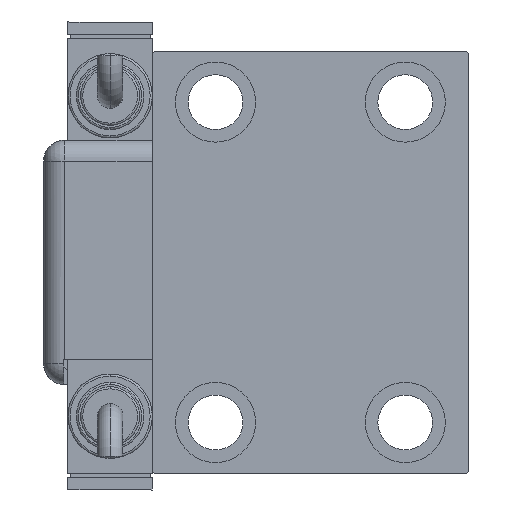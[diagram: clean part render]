
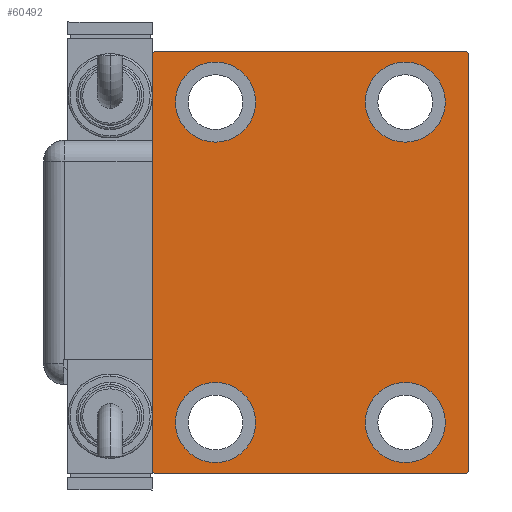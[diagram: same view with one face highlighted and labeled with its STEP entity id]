
A CAD part, left-side view. The second image highlights one B-rep face of the part: STEP entity #60492.
In plain terms, the highlighted face is planar.
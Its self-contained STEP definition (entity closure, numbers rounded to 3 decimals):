
#7 = AXIS2_PLACEMENT_3D ( 'NONE', #36917, #12914, #2683 ) ;
#176 = CARTESIAN_POINT ( 'NONE',  ( 123., 22.5, -28.5 ) ) ;
#260 = LINE ( 'NONE', #3884, #60955 ) ;
#337 = ORIENTED_EDGE ( 'NONE', *, *, #16103, .T. ) ;
#1021 = LINE ( 'NONE', #25346, #42867 ) ;
#1351 = CARTESIAN_POINT ( 'NONE',  ( 123., 22.5, 38. ) ) ;
#1417 = CARTESIAN_POINT ( 'NONE',  ( 123., -37.5, 50. ) ) ;
#1876 = AXIS2_PLACEMENT_3D ( 'NONE', #36854, #17664, #18304 ) ;
#1988 = CARTESIAN_POINT ( 'NONE',  ( 123., 22.5, -38. ) ) ;
#2622 = ORIENTED_EDGE ( 'NONE', *, *, #55564, .T. ) ;
#2683 = DIRECTION ( 'NONE',  ( 0., 0., 1. ) ) ;
#3038 = ORIENTED_EDGE ( 'NONE', *, *, #61814, .T. ) ;
#3104 = CARTESIAN_POINT ( 'NONE',  ( 123., -37.5, -49.5 ) ) ;
#3256 = DIRECTION ( 'NONE',  ( 0., 0., 1. ) ) ;
#3884 = CARTESIAN_POINT ( 'NONE',  ( 123., -43.5, 43.5 ) ) ;
#3944 = AXIS2_PLACEMENT_3D ( 'NONE', #1351, #35584, #40417 ) ;
#4434 = FACE_BOUND ( 'NONE', #16261, .T. ) ;
#4462 = ORIENTED_EDGE ( 'NONE', *, *, #11686, .T. ) ;
#5407 = EDGE_CURVE ( 'NONE', #61996, #22034, #45533, .T. ) ;
#6101 = VERTEX_POINT ( 'NONE', #56549 ) ;
#6801 = DIRECTION ( 'NONE',  ( 0., 0., 1. ) ) ;
#7222 = DIRECTION ( 'NONE',  ( -1., 0., 0. ) ) ;
#8130 = VERTEX_POINT ( 'NONE', #21290 ) ;
#8261 = ORIENTED_EDGE ( 'NONE', *, *, #9082, .T. ) ;
#8426 = DIRECTION ( 'NONE',  ( 0., 0., 1. ) ) ;
#8783 = EDGE_CURVE ( 'NONE', #38483, #30609, #260, .T. ) ;
#8868 = LINE ( 'NONE', #28392, #63093 ) ;
#9082 = EDGE_CURVE ( 'NONE', #58804, #10546, #47918, .T. ) ;
#10039 = AXIS2_PLACEMENT_3D ( 'NONE', #61870, #42005, #3256 ) ;
#10131 = ORIENTED_EDGE ( 'NONE', *, *, #23573, .T. ) ;
#10546 = VERTEX_POINT ( 'NONE', #49658 ) ;
#11686 = EDGE_CURVE ( 'NONE', #10546, #17746, #8868, .T. ) ;
#12097 = ORIENTED_EDGE ( 'NONE', *, *, #36452, .T. ) ;
#12254 = ORIENTED_EDGE ( 'NONE', *, *, #23397, .T. ) ;
#12914 = DIRECTION ( 'NONE',  ( -1., 0., 0. ) ) ;
#13204 = ORIENTED_EDGE ( 'NONE', *, *, #17252, .T. ) ;
#13501 = EDGE_LOOP ( 'NONE', ( #12254, #41810 ) ) ;
#14410 = EDGE_CURVE ( 'NONE', #16148, #8130, #14983, .T. ) ;
#14557 = CIRCLE ( 'NONE', #38084, 9.5 ) ;
#14924 = VERTEX_POINT ( 'NONE', #47493 ) ;
#14935 = CARTESIAN_POINT ( 'NONE',  ( 123., -22.5, -38. ) ) ;
#14983 = CIRCLE ( 'NONE', #44649, 9.5 ) ;
#15184 = DIRECTION ( 'NONE',  ( -1., 0., 0. ) ) ;
#16103 = EDGE_CURVE ( 'NONE', #22034, #38483, #52226, .T. ) ;
#16148 = VERTEX_POINT ( 'NONE', #23092 ) ;
#16261 = EDGE_LOOP ( 'NONE', ( #10131, #12097 ) ) ;
#16422 = CARTESIAN_POINT ( 'NONE',  ( 123., 37.5, 49.5 ) ) ;
#16982 = CARTESIAN_POINT ( 'NONE',  ( 123., -37., 50. ) ) ;
#17252 = EDGE_CURVE ( 'NONE', #6101, #42063, #47865, .T. ) ;
#17392 = EDGE_LOOP ( 'NONE', ( #337, #39723, #19679, #8261, #4462, #2622, #25384, #45572 ) ) ;
#17664 = DIRECTION ( 'NONE',  ( -1., 0., 0. ) ) ;
#17746 = VERTEX_POINT ( 'NONE', #32155 ) ;
#18304 = DIRECTION ( 'NONE',  ( 0., 0., 1. ) ) ;
#18617 = CARTESIAN_POINT ( 'NONE',  ( 123., 37., 50. ) ) ;
#19488 = FACE_BOUND ( 'NONE', #50820, .T. ) ;
#19679 = ORIENTED_EDGE ( 'NONE', *, *, #27508, .T. ) ;
#20076 = ORIENTED_EDGE ( 'NONE', *, *, #14410, .T. ) ;
#20298 = VERTEX_POINT ( 'NONE', #56236 ) ;
#20427 = ORIENTED_EDGE ( 'NONE', *, *, #32788, .T. ) ;
#20441 = VERTEX_POINT ( 'NONE', #38574 ) ;
#21195 = CARTESIAN_POINT ( 'NONE',  ( 123., 43.5, 43.5 ) ) ;
#21290 = CARTESIAN_POINT ( 'NONE',  ( 123., -22.5, -47.5 ) ) ;
#21512 = DIRECTION ( 'NONE',  ( 0., -0.707, 0.707 ) ) ;
#22034 = VERTEX_POINT ( 'NONE', #18617 ) ;
#23092 = CARTESIAN_POINT ( 'NONE',  ( 123., -22.5, -28.5 ) ) ;
#23397 = EDGE_CURVE ( 'NONE', #63222, #20298, #63281, .T. ) ;
#23573 = EDGE_CURVE ( 'NONE', #20441, #39374, #29464, .T. ) ;
#24904 = DIRECTION ( 'NONE',  ( 1., 0., 0. ) ) ;
#25346 = CARTESIAN_POINT ( 'NONE',  ( 123., 37.5, -50. ) ) ;
#25384 = ORIENTED_EDGE ( 'NONE', *, *, #54453, .T. ) ;
#26733 = DIRECTION ( 'NONE',  ( 0., 0., 1. ) ) ;
#27508 = EDGE_CURVE ( 'NONE', #30609, #58804, #59080, .T. ) ;
#28392 = CARTESIAN_POINT ( 'NONE',  ( 123., -37.5, -50. ) ) ;
#29071 = FACE_OUTER_BOUND ( 'NONE', #17392, .T. ) ;
#29324 = DIRECTION ( 'NONE',  ( 0., 1., 0. ) ) ;
#29358 = VECTOR ( 'NONE', #47421, 1000. ) ;
#29464 = CIRCLE ( 'NONE', #1876, 9.5 ) ;
#29699 = FACE_BOUND ( 'NONE', #31907, .T. ) ;
#29916 = DIRECTION ( 'NONE',  ( 0., 0.707, 0.707 ) ) ;
#30609 = VERTEX_POINT ( 'NONE', #55838 ) ;
#30806 = EDGE_CURVE ( 'NONE', #20298, #63222, #34745, .T. ) ;
#31796 = CIRCLE ( 'NONE', #38964, 9.5 ) ;
#31907 = EDGE_LOOP ( 'NONE', ( #20427, #13204 ) ) ;
#32155 = CARTESIAN_POINT ( 'NONE',  ( 123., 37., -50. ) ) ;
#32719 = VECTOR ( 'NONE', #44968, 1000. ) ;
#32788 = EDGE_CURVE ( 'NONE', #42063, #6101, #31796, .T. ) ;
#33034 = CARTESIAN_POINT ( 'NONE',  ( 123., 22.5, 28.5 ) ) ;
#33134 = CARTESIAN_POINT ( 'NONE',  ( 123., -22.5, 28.5 ) ) ;
#34745 = CIRCLE ( 'NONE', #7, 9.5 ) ;
#34752 = DIRECTION ( 'NONE',  ( 0., 0., 1. ) ) ;
#35584 = DIRECTION ( 'NONE',  ( -1., 0., 0. ) ) ;
#36452 = EDGE_CURVE ( 'NONE', #39374, #20441, #49314, .T. ) ;
#36854 = CARTESIAN_POINT ( 'NONE',  ( 123., 22.5, -38. ) ) ;
#36917 = CARTESIAN_POINT ( 'NONE',  ( 123., 22.5, 38. ) ) ;
#38032 = AXIS2_PLACEMENT_3D ( 'NONE', #39311, #24904, #49252 ) ;
#38084 = AXIS2_PLACEMENT_3D ( 'NONE', #51078, #7222, #26733 ) ;
#38483 = VERTEX_POINT ( 'NONE', #16982 ) ;
#38574 = CARTESIAN_POINT ( 'NONE',  ( 123., 22.5, -47.5 ) ) ;
#38964 = AXIS2_PLACEMENT_3D ( 'NONE', #59064, #15184, #8426 ) ;
#39230 = DIRECTION ( 'NONE',  ( 0., 0.707, -0.707 ) ) ;
#39311 = CARTESIAN_POINT ( 'NONE',  ( 123., 0., 0. ) ) ;
#39374 = VERTEX_POINT ( 'NONE', #176 ) ;
#39723 = ORIENTED_EDGE ( 'NONE', *, *, #8783, .T. ) ;
#40417 = DIRECTION ( 'NONE',  ( 0., 0., 1. ) ) ;
#41810 = ORIENTED_EDGE ( 'NONE', *, *, #30806, .T. ) ;
#41899 = VECTOR ( 'NONE', #29916, 1000. ) ;
#42005 = DIRECTION ( 'NONE',  ( -1., 0., 0. ) ) ;
#42063 = VERTEX_POINT ( 'NONE', #33134 ) ;
#42564 = VECTOR ( 'NONE', #39230, 1000. ) ;
#42867 = VECTOR ( 'NONE', #45207, 1000. ) ;
#43501 = FACE_BOUND ( 'NONE', #13501, .T. ) ;
#43546 = CARTESIAN_POINT ( 'NONE',  ( 123., 37.5, 50. ) ) ;
#44649 = AXIS2_PLACEMENT_3D ( 'NONE', #14935, #49830, #34752 ) ;
#44968 = DIRECTION ( 'NONE',  ( 0., 0., -1. ) ) ;
#45207 = DIRECTION ( 'NONE',  ( 0., 0., 1. ) ) ;
#45533 = LINE ( 'NONE', #21195, #51623 ) ;
#45572 = ORIENTED_EDGE ( 'NONE', *, *, #5407, .T. ) ;
#47421 = DIRECTION ( 'NONE',  ( 0., -1., 0. ) ) ;
#47493 = CARTESIAN_POINT ( 'NONE',  ( 123., 37.5, -49.5 ) ) ;
#47610 = CARTESIAN_POINT ( 'NONE',  ( 123., -43.5, -43.5 ) ) ;
#47865 = CIRCLE ( 'NONE', #10039, 9.5 ) ;
#47918 = LINE ( 'NONE', #47610, #42564 ) ;
#48630 = PLANE ( 'NONE',  #38032 ) ;
#48931 = DIRECTION ( 'NONE',  ( 0., -0.707, -0.707 ) ) ;
#49252 = DIRECTION ( 'NONE',  ( 0., 0., -1. ) ) ;
#49314 = CIRCLE ( 'NONE', #53430, 9.5 ) ;
#49658 = CARTESIAN_POINT ( 'NONE',  ( 123., -37., -50. ) ) ;
#49830 = DIRECTION ( 'NONE',  ( -1., 0., 0. ) ) ;
#50820 = EDGE_LOOP ( 'NONE', ( #3038, #20076 ) ) ;
#51078 = CARTESIAN_POINT ( 'NONE',  ( 123., -22.5, -38. ) ) ;
#51623 = VECTOR ( 'NONE', #21512, 1000. ) ;
#52226 = LINE ( 'NONE', #43546, #29358 ) ;
#53430 = AXIS2_PLACEMENT_3D ( 'NONE', #1988, #60287, #6801 ) ;
#54453 = EDGE_CURVE ( 'NONE', #14924, #61996, #1021, .T. ) ;
#55228 = CARTESIAN_POINT ( 'NONE',  ( 123., 43.5, -43.5 ) ) ;
#55564 = EDGE_CURVE ( 'NONE', #17746, #14924, #60042, .T. ) ;
#55838 = CARTESIAN_POINT ( 'NONE',  ( 123., -37.5, 49.5 ) ) ;
#56236 = CARTESIAN_POINT ( 'NONE',  ( 123., 22.5, 47.5 ) ) ;
#56549 = CARTESIAN_POINT ( 'NONE',  ( 123., -22.5, 47.5 ) ) ;
#58804 = VERTEX_POINT ( 'NONE', #3104 ) ;
#59064 = CARTESIAN_POINT ( 'NONE',  ( 123., -22.5, 38. ) ) ;
#59080 = LINE ( 'NONE', #1417, #32719 ) ;
#60042 = LINE ( 'NONE', #55228, #41899 ) ;
#60287 = DIRECTION ( 'NONE',  ( -1., 0., 0. ) ) ;
#60492 = ADVANCED_FACE ( 'NONE', ( #19488, #29699, #43501, #4434, #29071 ), #48630, .T. ) ;
#60955 = VECTOR ( 'NONE', #48931, 1000. ) ;
#61814 = EDGE_CURVE ( 'NONE', #8130, #16148, #14557, .T. ) ;
#61870 = CARTESIAN_POINT ( 'NONE',  ( 123., -22.5, 38. ) ) ;
#61996 = VERTEX_POINT ( 'NONE', #16422 ) ;
#63093 = VECTOR ( 'NONE', #29324, 1000. ) ;
#63222 = VERTEX_POINT ( 'NONE', #33034 ) ;
#63281 = CIRCLE ( 'NONE', #3944, 9.5 ) ;
